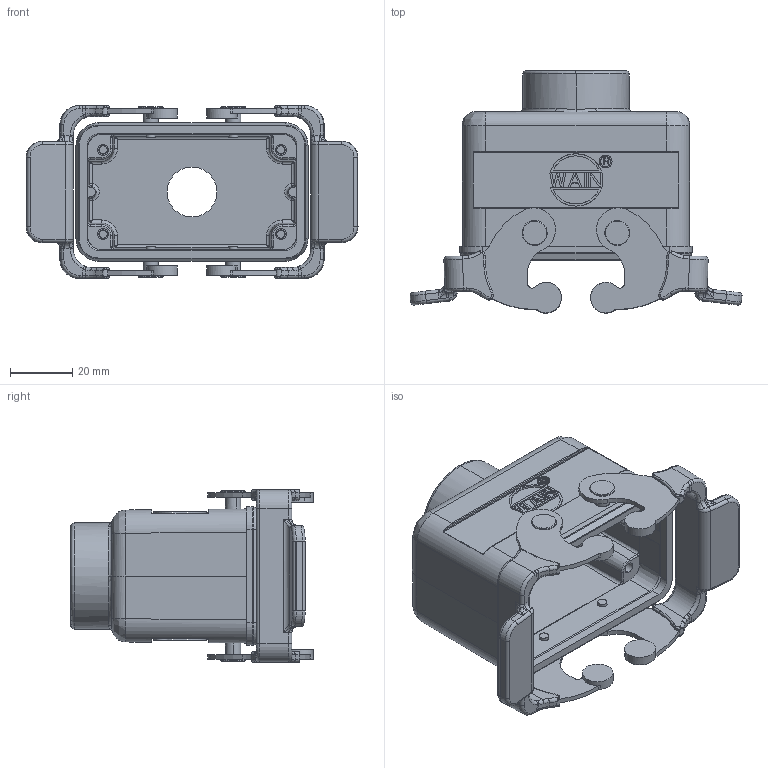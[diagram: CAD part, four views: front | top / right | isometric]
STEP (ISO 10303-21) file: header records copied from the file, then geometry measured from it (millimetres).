
FILE_DESCRIPTION((''),'2;1');
FILE_NAME('H10B-CCT-2L_SC-M20','2020-09-29T',('lian.chen'),(''),'PRO/ENGINEER BY PARAMETRIC TECHNOLOGY CORPORATION, 2012480','PRO/ENGINEER BY PARAMETRIC TECHNOLOGY CORPORATION, 2012480','');
FILE_SCHEMA(('AUTOMOTIVE_DESIGN { 1 0 10303 214 1 1 1 1 }'));
Length unit declared in the file: millimetre
Products named in the file (1): H10B-CCT-2L_SC-M20
Bounding box: 106.43 x 77.65 x 55.41 mm (x, y, z)
Surface area: 40279.3 mm2 (no closed solid volume)
Topology: 0 solids, 1 shells, 888 faces, 2285 edges, 1370 vertices
Faces by surface type: plane 313, cylinder 278, bspline 125, torus 116, cone 44, extrusion 8, sphere 4
Entity records: 40479 total; most frequent: CARTESIAN_POINT 16807, ORIENTED_EDGE 4333, DIRECTION 4008, EDGE_CURVE 2257, AXIS2_PLACEMENT_3D 1483, VERTEX_POINT 1370, VECTOR 1042, LINE 1034
